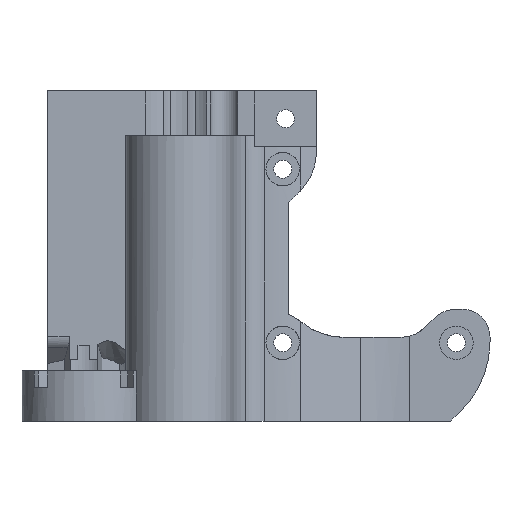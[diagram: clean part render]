
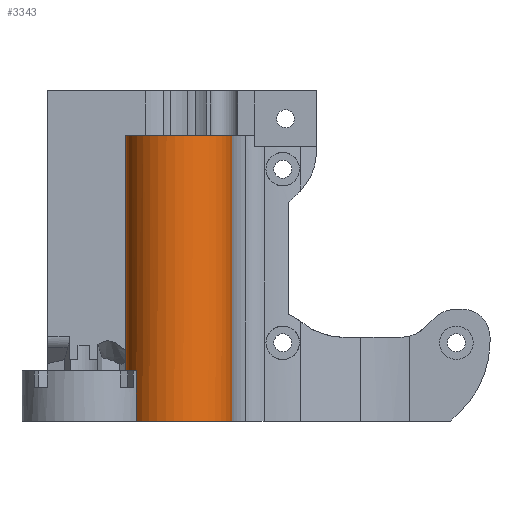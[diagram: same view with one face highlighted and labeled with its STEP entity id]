
A CAD part, front view. The second image highlights one B-rep face of the part: STEP entity #3343.
In plain terms, the highlighted cylindrical face has radius 9.5 mm (diameter 19 mm), a partial arc.
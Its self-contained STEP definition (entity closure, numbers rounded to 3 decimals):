
#109=CYLINDRICAL_SURFACE('',#3639,9.5);
#181=CIRCLE('',#3448,9.5);
#281=CIRCLE('',#3640,9.5);
#282=CIRCLE('',#3641,9.5);
#419=FACE_OUTER_BOUND('',#613,.T.);
#613=EDGE_LOOP('',(#2649,#2650,#2651,#2652,#2653,#2654));
#911=LINE('',#5635,#1206);
#912=LINE('',#5638,#1207);
#913=LINE('',#5639,#1208);
#1206=VECTOR('',#4389,1000.);
#1207=VECTOR('',#4392,10.);
#1208=VECTOR('',#4393,10.);
#1318=VERTEX_POINT('',#4825);
#1319=VERTEX_POINT('',#4827);
#1561=VERTEX_POINT('',#5631);
#1562=VERTEX_POINT('',#5632);
#1563=VERTEX_POINT('',#5634);
#1564=VERTEX_POINT('',#5636);
#1659=EDGE_CURVE('',#1318,#1319,#181,.T.);
#1978=EDGE_CURVE('',#1561,#1562,#281,.F.);
#1979=EDGE_CURVE('',#1563,#1561,#911,.T.);
#1980=EDGE_CURVE('',#1563,#1564,#282,.T.);
#1981=EDGE_CURVE('',#1564,#1319,#912,.T.);
#1982=EDGE_CURVE('',#1562,#1318,#913,.T.);
#2649=ORIENTED_EDGE('',*,*,#1978,.F.);
#2650=ORIENTED_EDGE('',*,*,#1979,.F.);
#2651=ORIENTED_EDGE('',*,*,#1980,.T.);
#2652=ORIENTED_EDGE('',*,*,#1981,.T.);
#2653=ORIENTED_EDGE('',*,*,#1659,.F.);
#2654=ORIENTED_EDGE('',*,*,#1982,.F.);
#3343=ADVANCED_FACE('',(#419),#109,.T.);
#3448=AXIS2_PLACEMENT_3D('',#4828,#3817,#3818);
#3639=AXIS2_PLACEMENT_3D('',#5630,#4385,#4386);
#3640=AXIS2_PLACEMENT_3D('',#5633,#4387,#4388);
#3641=AXIS2_PLACEMENT_3D('',#5637,#4390,#4391);
#3817=DIRECTION('center_axis',(0.,0.,
-1.));
#3818=DIRECTION('ref_axis',(-1.,0.,0.));
#4385=DIRECTION('center_axis',(0.,0.,1.));
#4386=DIRECTION('ref_axis',(-1.,0.,0.));
#4387=DIRECTION('center_axis',(0.,0.,-1.));
#4388=DIRECTION('ref_axis',(-1.,0.,0.));
#4389=DIRECTION('',(0.,0.,1.));
#4390=DIRECTION('center_axis',(0.,0.,1.));
#4391=DIRECTION('ref_axis',(-1.,0.,0.));
#4392=DIRECTION('',(0.,0.,-1.));
#4393=DIRECTION('',(0.,0.,-1.));
#4825=CARTESIAN_POINT('',(56.458,1.61,-1.));
#4827=CARTESIAN_POINT('',(39.431,-2.661,-1.));
#4828=CARTESIAN_POINT('Origin',(47.06,3.,-1.));
#5630=CARTESIAN_POINT('Origin',(47.06,3.,8.));
#5631=CARTESIAN_POINT('',(37.56,3.,50.));
#5632=CARTESIAN_POINT('',(56.458,1.61,50.));
#5633=CARTESIAN_POINT('Origin',(47.06,3.,50.));
#5634=CARTESIAN_POINT('',(37.56,3.,8.));
#5635=CARTESIAN_POINT('',(37.56,3.,8.));
#5636=CARTESIAN_POINT('',(39.431,-2.661,8.));
#5637=CARTESIAN_POINT('Origin',(47.06,3.,8.));
#5638=CARTESIAN_POINT('',(39.431,-2.661,0.));
#5639=CARTESIAN_POINT('',(56.458,1.61,0.));
